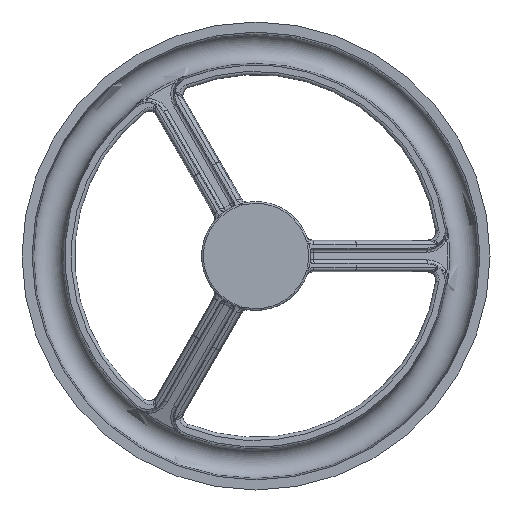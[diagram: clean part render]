
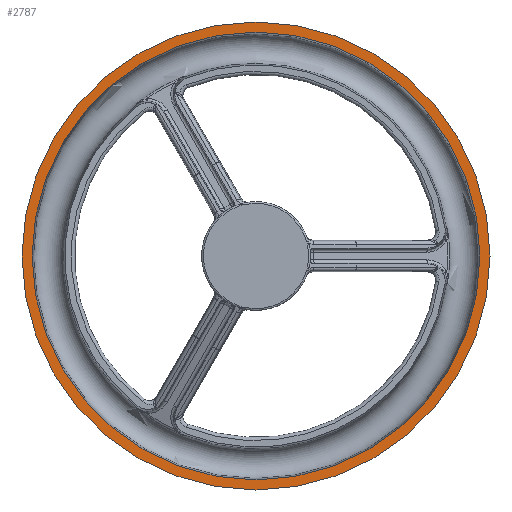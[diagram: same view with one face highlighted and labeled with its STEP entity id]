
A CAD part, left-side view. The second image highlights one B-rep face of the part: STEP entity #2787.
In plain terms, the highlighted planar face has unit normal (-1, 0, 0).
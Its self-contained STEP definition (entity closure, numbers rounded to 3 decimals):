
#76 = AXIS2_PLACEMENT_3D ( 'NONE', #4749, #4750, #4752 ) ;
#77 = AXIS2_PLACEMENT_3D ( 'NONE', #4757, #4758, #4760 ) ;
#2787 = ADVANCED_FACE ( 'NONE', ( #14083, #14079 ), #11688, .F. ) ;
#3480 = EDGE_LOOP ( 'NONE', ( #6644 ) ) ;
#4749 = CARTESIAN_POINT ( 'NONE',  ( -24., 0., 0. ) ) ;
#4750 = DIRECTION ( 'NONE',  ( -1., 0., 0. ) ) ;
#4752 = DIRECTION ( 'NONE',  ( 0., 0., 1. ) ) ;
#4757 = CARTESIAN_POINT ( 'NONE',  ( -24., 0., 0. ) ) ;
#4758 = DIRECTION ( 'NONE',  ( -1., 0., 0. ) ) ;
#4760 = DIRECTION ( 'NONE',  ( 0., 0., 1. ) ) ;
#6437 = EDGE_LOOP ( 'NONE', ( #6642 ) ) ;
#6642 = ORIENTED_EDGE ( 'NONE', *, *, #7303, .F. ) ;
#6644 = ORIENTED_EDGE ( 'NONE', *, *, #7304, .T. ) ;
#7303 = EDGE_CURVE ( 'NONE', #7771, #7771, #14451, .T. ) ;
#7304 = EDGE_CURVE ( 'NONE', #7772, #7772, #14458, .T. ) ;
#7771 = VERTEX_POINT ( 'NONE', #10254 ) ;
#7772 = VERTEX_POINT ( 'NONE', #10255 ) ;
#10254 = CARTESIAN_POINT ( 'NONE',  ( -24., 0., 133.977 ) ) ;
#10255 = CARTESIAN_POINT ( 'NONE',  ( -24., 0., 140. ) ) ;
#11686 = CARTESIAN_POINT ( 'NONE',  ( -24., -519.969, 0. ) ) ;
#11688 = PLANE ( 'NONE',  #13989 ) ;
#11690 = DIRECTION ( 'NONE',  ( 1., 0., 0. ) ) ;
#11691 = DIRECTION ( 'NONE',  ( 0., 0., -1. ) ) ;
#13989 = AXIS2_PLACEMENT_3D ( 'NONE', #11686, #11690, #11691 ) ;
#14079 = FACE_OUTER_BOUND ( 'NONE', #3480, .T. ) ;
#14083 = FACE_BOUND ( 'NONE', #6437, .T. ) ;
#14451 = CIRCLE ( 'NONE', #76, 133.977 ) ;
#14458 = CIRCLE ( 'NONE', #77, 140. ) ;
